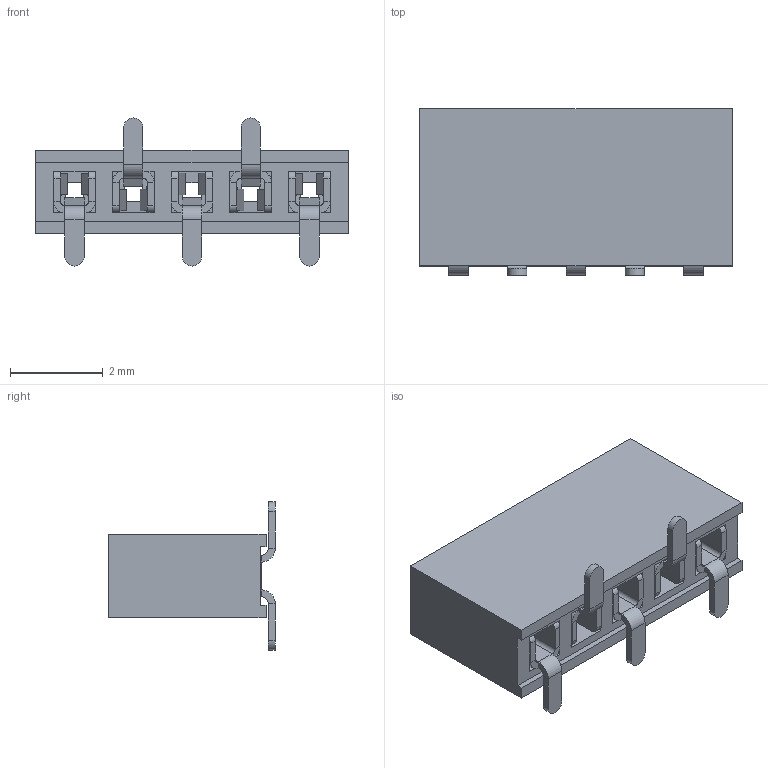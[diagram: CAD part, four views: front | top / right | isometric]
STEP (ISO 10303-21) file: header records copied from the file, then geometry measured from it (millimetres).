
FILE_DESCRIPTION(/* description */ (''),/* implementation_level */ '2;1');
FILE_NAME(/* name */ 'M50-3140545_asm.stp.iam.stp',/* time_stamp */ '2023-05-24T08:33:39+02:00',/* author */ ('mraoul'),/* organization */ (''),/* preprocessor_version */ 'ST-DEVELOPER v19.2',/* originating_system */ 'Autodesk Inventor 2024',/* authorisation */ '');
FILE_SCHEMA (('AUTOMOTIVE_DESIGN { 1 0 10303 214 3 1 1 }'));
Length unit declared in the file: millimetre
Products named in the file (4): M50-3140545_asm.stp; M50-3140545_ASM; M50-31405_MOULD; M50-314_CONTACT
Assembly tree (7 placements, depth 3):
  M50-3140545_asm.stp
    M50-3140545_ASM
      M50-31405_MOULD
      M50-314_CONTACT  x5
Bounding box: 6.75 x 3.6 x 3.2 mm (x, y, z)
Volume: 31.8 mm3; surface area: 210 mm2
Topology: 6 solids, 6 shells, 505 faces, 1234 edges, 746 vertices
Faces by surface type: plane 340, cylinder 165
Entity records: 4944 total; most frequent: CARTESIAN_POINT 965, ORIENTED_EDGE 788, DIRECTION 784, EDGE_CURVE 394, LINE 320, VECTOR 320, VERTEX_POINT 242, AXIS2_PLACEMENT_3D 232
